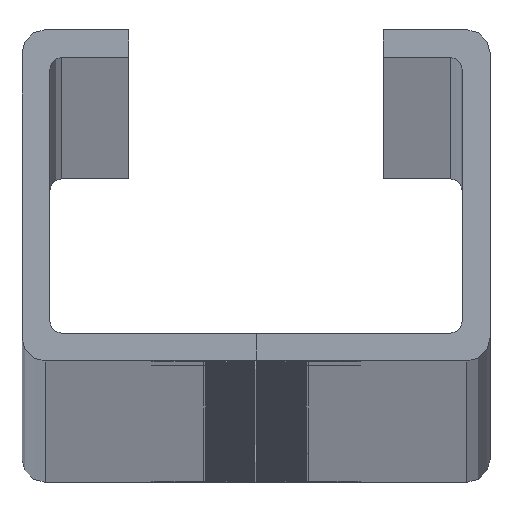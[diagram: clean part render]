
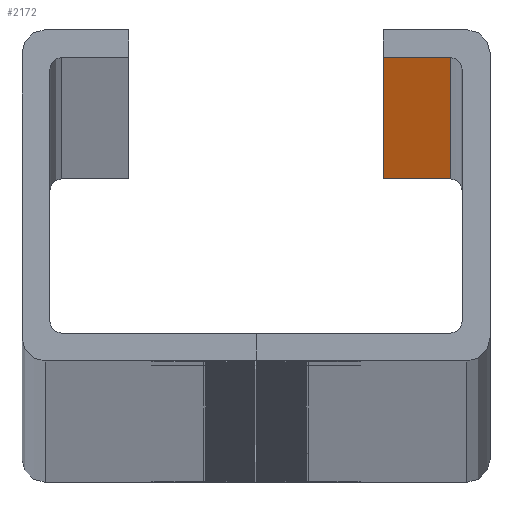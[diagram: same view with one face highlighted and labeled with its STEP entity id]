
A CAD part, top view. The second image highlights one B-rep face of the part: STEP entity #2172.
In plain terms, the highlighted planar face has unit normal (0, -1, 0).
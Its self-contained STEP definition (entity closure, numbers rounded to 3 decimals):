
#423 = FACE_OUTER_BOUND ( 'NONE', #6510, .T. ) ;
#424 = PLANE ( 'NONE',  #5201 ) ;
#439 = CARTESIAN_POINT ( 'NONE',  ( 14.6, 13.1, 3000. ) ) ;
#447 = DIRECTION ( 'NONE',  ( 0., 1., 0. ) ) ;
#468 = DIRECTION ( 'NONE',  ( 0., 0., 1. ) ) ;
#1441 = CARTESIAN_POINT ( 'NONE',  ( 14.6, 13.1, 0. ) ) ;
#1443 = CARTESIAN_POINT ( 'NONE',  ( 14.6, 13.1, 3000. ) ) ;
#1468 = CARTESIAN_POINT ( 'NONE',  ( 17.5, 13.1, 0. ) ) ;
#1494 = CARTESIAN_POINT ( 'NONE',  ( 17.5, 13.1, 3000. ) ) ;
#2172 = ADVANCED_FACE ( 'NONE', ( #423 ), #424, .F. ) ;
#2304 = LINE ( 'NONE', #2315, #7258 ) ;
#2315 = CARTESIAN_POINT ( 'NONE',  ( 14.6, 13.1, 3000. ) ) ;
#2332 = DIRECTION ( 'NONE',  ( 1., 0., 0. ) ) ;
#2350 = CARTESIAN_POINT ( 'NONE',  ( 17.5, 13.1, 3000. ) ) ;
#2370 = LINE ( 'NONE', #2350, #7218 ) ;
#2373 = DIRECTION ( 'NONE',  ( 0., 0., -1. ) ) ;
#2749 = DIRECTION ( 'NONE',  ( 0., 0., -1. ) ) ;
#2753 = CARTESIAN_POINT ( 'NONE',  ( 14.6, 13.1, 3000. ) ) ;
#2759 = LINE ( 'NONE', #2753, #3646 ) ;
#2862 = LINE ( 'NONE', #2864, #3746 ) ;
#2864 = CARTESIAN_POINT ( 'NONE',  ( 14.6, 13.1, 0. ) ) ;
#2866 = DIRECTION ( 'NONE',  ( 1., 0., 0. ) ) ;
#3646 = VECTOR ( 'NONE', #2749, 1000. ) ;
#3746 = VECTOR ( 'NONE', #2866, 1000. ) ;
#5201 = AXIS2_PLACEMENT_3D ( 'NONE', #439, #447, #468 ) ;
#5790 = ORIENTED_EDGE ( 'NONE', *, *, #8152, .T. ) ;
#5795 = ORIENTED_EDGE ( 'NONE', *, *, #8175, .T. ) ;
#6510 = EDGE_LOOP ( 'NONE', ( #5795, #8772, #8791, #5790 ) ) ;
#7218 = VECTOR ( 'NONE', #2373, 1000. ) ;
#7258 = VECTOR ( 'NONE', #2332, 1000. ) ;
#7689 = EDGE_CURVE ( 'NONE', #8599, #8577, #2304, .T. ) ;
#7709 = EDGE_CURVE ( 'NONE', #8577, #8591, #2370, .T. ) ;
#8152 = EDGE_CURVE ( 'NONE', #8599, #8563, #2759, .T. ) ;
#8175 = EDGE_CURVE ( 'NONE', #8563, #8591, #2862, .T. ) ;
#8563 = VERTEX_POINT ( 'NONE', #1441 ) ;
#8577 = VERTEX_POINT ( 'NONE', #1494 ) ;
#8591 = VERTEX_POINT ( 'NONE', #1468 ) ;
#8599 = VERTEX_POINT ( 'NONE', #1443 ) ;
#8772 = ORIENTED_EDGE ( 'NONE', *, *, #7709, .F. ) ;
#8791 = ORIENTED_EDGE ( 'NONE', *, *, #7689, .F. ) ;
